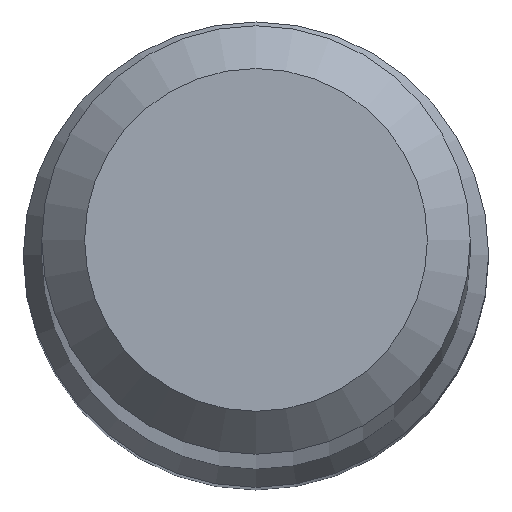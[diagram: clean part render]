
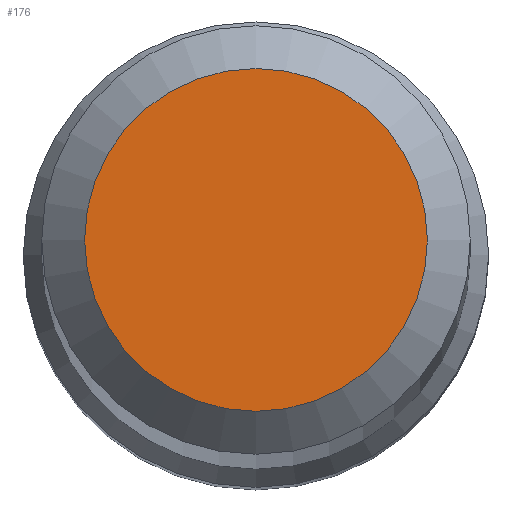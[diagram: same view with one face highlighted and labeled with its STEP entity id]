
A CAD part, top view. The second image highlights one B-rep face of the part: STEP entity #176.
In plain terms, the highlighted planar face has unit normal (0, 0, 1).
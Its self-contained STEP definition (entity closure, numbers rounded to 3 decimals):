
#7 = ORIENTED_EDGE ( 'NONE', *, *, #56, .F. ) ;
#37 = DIRECTION ( 'NONE',  ( 0., 0., 1. ) ) ;
#42 = CIRCLE ( 'NONE', #232, 1.2 ) ;
#56 = EDGE_CURVE ( 'NONE', #241, #241, #42, .T. ) ;
#75 = CARTESIAN_POINT ( 'NONE',  ( 0., 0., 70. ) ) ;
#79 = CARTESIAN_POINT ( 'NONE',  ( 0., 1.2, 70. ) ) ;
#95 = FACE_OUTER_BOUND ( 'NONE', #162, .T. ) ;
#146 = DIRECTION ( 'NONE',  ( 0., 0., -1. ) ) ;
#156 = CARTESIAN_POINT ( 'NONE',  ( 0., 0., 70. ) ) ;
#162 = EDGE_LOOP ( 'NONE', ( #7 ) ) ;
#165 = AXIS2_PLACEMENT_3D ( 'NONE', #156, #37, #166 ) ;
#166 = DIRECTION ( 'NONE',  ( 0., -1., 0. ) ) ;
#176 = ADVANCED_FACE ( 'NONE', ( #95 ), #190, .T. ) ;
#190 = PLANE ( 'NONE',  #165 ) ;
#203 = DIRECTION ( 'NONE',  ( 0., 1., 0. ) ) ;
#232 = AXIS2_PLACEMENT_3D ( 'NONE', #75, #146, #203 ) ;
#241 = VERTEX_POINT ( 'NONE', #79 ) ;
